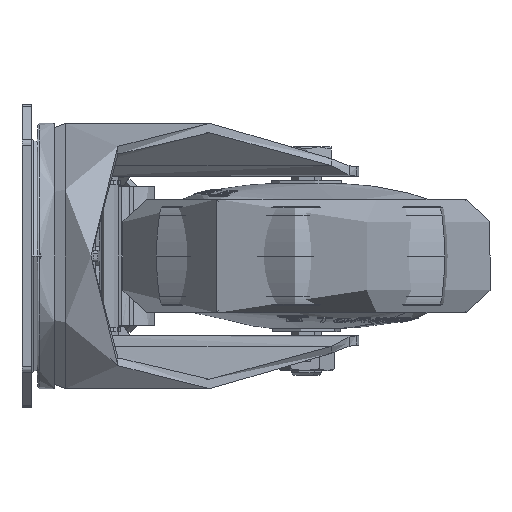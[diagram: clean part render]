
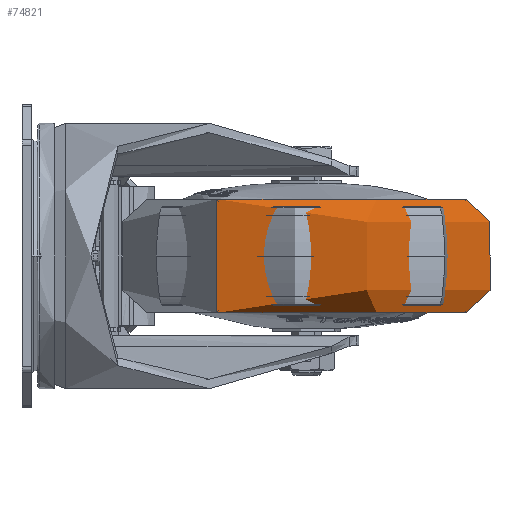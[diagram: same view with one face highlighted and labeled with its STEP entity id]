
A CAD part, left-side view. The second image highlights one B-rep face of the part: STEP entity #74821.
In plain terms, the highlighted free-form (B-spline) face has degree [3, 3] with [4, 4] control points.
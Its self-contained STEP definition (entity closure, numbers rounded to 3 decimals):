
#797 = CARTESIAN_POINT ( 'NONE',  ( 2.99, -51.349, 15. ) ) ;
#1210 = CARTESIAN_POINT ( 'NONE',  ( 85.854, -107.328, -15. ) ) ;
#4371 = EDGE_CURVE ( 'NONE', #45710, #63846, #82594, .T. ) ;
#5041 = EDGE_CURVE ( 'NONE', #17831, #14378, #49887, .T. ) ;
#5915 = EDGE_CURVE ( 'NONE', #14378, #63846, #22861, .T. ) ;
#6835 = CARTESIAN_POINT ( 'NONE',  ( -44.312, -121.369, 15. ) ) ;
#14378 = VERTEX_POINT ( 'NONE', #31337 ) ;
#14483 = AXIS2_PLACEMENT_3D ( 'NONE', #81556, #49016, #73798 ) ;
#15056 = CARTESIAN_POINT ( 'NONE',  ( -9.854, -42.672, 15. ) ) ;
#17831 = VERTEX_POINT ( 'NONE', #55729 ) ;
#21553 = CARTESIAN_POINT ( 'NONE',  ( -44.312, -121.369, -15. ) ) ;
#22861 = CIRCLE ( 'NONE', #14483, 42.25 ) ;
#23924 = CIRCLE ( 'NONE', #83513, 42.25 ) ;
#25216 = CARTESIAN_POINT ( 'NONE',  ( -9.854, -42.672, 15. ) ) ;
#25855 = ORIENTED_EDGE ( 'NONE', *, *, #5915, .F. ) ;
#26447 = CARTESIAN_POINT ( 'NONE',  ( 73.01, -98.651, -15. ) ) ;
#28145 = CARTESIAN_POINT ( 'NONE',  ( 73.01, -98.651, 15. ) ) ;
#28522 = CARTESIAN_POINT ( 'NONE',  ( 38., -75., -15. ) ) ;
#29521 = ORIENTED_EDGE ( 'NONE', *, *, #64634, .T. ) ;
#29545 = ORIENTED_EDGE ( 'NONE', *, *, #5041, .F. ) ;
#31337 = CARTESIAN_POINT ( 'NONE',  ( 2.99, -51.349, 15. ) ) ;
#32316 = CARTESIAN_POINT ( 'NONE',  ( 85.854, -107.328, 15. ) ) ;
#34446 =( BOUNDED_SURFACE ( )  B_SPLINE_SURFACE ( 3, 3, ( 
 ( #67582, #21553, #54592, #26447 ),
 ( #73697, #74534, #67999, #1210 ),
 ( #15056, #46367, #61061, #79335 ),
 ( #797, #6835, #41553, #28145 ) ),
 .UNSPECIFIED., .F., .F., .F. ) 
 B_SPLINE_SURFACE_WITH_KNOTS ( ( 4, 4 ),
 ( 4, 4 ),
 ( 0., 1. ),
 ( 0., 1. ),
 .UNSPECIFIED. ) 
 GEOMETRIC_REPRESENTATION_ITEM ( )  RATIONAL_B_SPLINE_SURFACE ( (
 ( 1., 0.333, 0.333, 1.),
 ( 0.333, 0.111, 0.111, 0.333),
 ( 0.333, 0.111, 0.111, 0.333),
 ( 1., 0.333, 0.333, 1.) ) ) 
 REPRESENTATION_ITEM ( '' )  SURFACE ( )  );
#41553 = CARTESIAN_POINT ( 'NONE',  ( 25.708, -168.671, 15. ) ) ;
#43550 = CARTESIAN_POINT ( 'NONE',  ( 73.01, -98.651, 15. ) ) ;
#45710 = VERTEX_POINT ( 'NONE', #46658 ) ;
#46024 = CARTESIAN_POINT ( 'NONE',  ( 2.99, -51.349, -15. ) ) ;
#46367 = CARTESIAN_POINT ( 'NONE',  ( -74.509, -138.38, 15. ) ) ;
#46658 = CARTESIAN_POINT ( 'NONE',  ( 73.01, -98.651, -15. ) ) ;
#49016 = DIRECTION ( 'NONE',  ( 0., 0., 1. ) ) ;
#49887 =( BOUNDED_CURVE ( )  B_SPLINE_CURVE ( 3, ( #46024, #59009, #25216, #72917 ),
 .UNSPECIFIED., .F., .F. ) 
 B_SPLINE_CURVE_WITH_KNOTS ( ( 4, 4 ),
 ( 0., 3.142 ),
 .UNSPECIFIED. ) 
 CURVE ( )  GEOMETRIC_REPRESENTATION_ITEM ( )  RATIONAL_B_SPLINE_CURVE ( ( 1., 0.333, 0.333, 1. ) ) 
 REPRESENTATION_ITEM ( '' )  );
#51862 = CARTESIAN_POINT ( 'NONE',  ( 85.854, -107.328, -15. ) ) ;
#53734 = FACE_OUTER_BOUND ( 'NONE', #71786, .T. ) ;
#54592 = CARTESIAN_POINT ( 'NONE',  ( 25.708, -168.671, -15. ) ) ;
#54597 = ORIENTED_EDGE ( 'NONE', *, *, #4371, .T. ) ;
#55729 = CARTESIAN_POINT ( 'NONE',  ( 2.99, -51.349, -15. ) ) ;
#58770 = CARTESIAN_POINT ( 'NONE',  ( 73.01, -98.651, 15. ) ) ;
#59009 = CARTESIAN_POINT ( 'NONE',  ( -9.854, -42.672, -15. ) ) ;
#61061 = CARTESIAN_POINT ( 'NONE',  ( 21.199, -203.035, 15. ) ) ;
#63846 = VERTEX_POINT ( 'NONE', #43550 ) ;
#64634 = EDGE_CURVE ( 'NONE', #17831, #45710, #23924, .T. ) ;
#67582 = CARTESIAN_POINT ( 'NONE',  ( 2.99, -51.349, -15. ) ) ;
#67999 = CARTESIAN_POINT ( 'NONE',  ( 21.199, -203.035, -15. ) ) ;
#70100 = DIRECTION ( 'NONE',  ( 0., 0., 1. ) ) ;
#71786 = EDGE_LOOP ( 'NONE', ( #29521, #54597, #25855, #29545 ) ) ;
#72917 = CARTESIAN_POINT ( 'NONE',  ( 2.99, -51.349, 15. ) ) ;
#73697 = CARTESIAN_POINT ( 'NONE',  ( -9.854, -42.672, -15. ) ) ;
#73798 = DIRECTION ( 'NONE',  ( -0.829, 0.56, 0. ) ) ;
#74534 = CARTESIAN_POINT ( 'NONE',  ( -74.509, -138.38, -15. ) ) ;
#74821 = ADVANCED_FACE ( 'NONE', ( #53734 ), #34446, .F. ) ;
#76172 = DIRECTION ( 'NONE',  ( -0.829, 0.56, 0. ) ) ;
#79181 = CARTESIAN_POINT ( 'NONE',  ( 73.01, -98.651, -15. ) ) ;
#79335 = CARTESIAN_POINT ( 'NONE',  ( 85.854, -107.328, 15. ) ) ;
#81556 = CARTESIAN_POINT ( 'NONE',  ( 38., -75., 15. ) ) ;
#82594 =( BOUNDED_CURVE ( )  B_SPLINE_CURVE ( 3, ( #79181, #51862, #32316, #58770 ),
 .UNSPECIFIED., .F., .F. ) 
 B_SPLINE_CURVE_WITH_KNOTS ( ( 4, 4 ),
 ( 0., 3.142 ),
 .UNSPECIFIED. ) 
 CURVE ( )  GEOMETRIC_REPRESENTATION_ITEM ( )  RATIONAL_B_SPLINE_CURVE ( ( 1., 0.333, 0.333, 1. ) ) 
 REPRESENTATION_ITEM ( '' )  );
#83513 = AXIS2_PLACEMENT_3D ( 'NONE', #28522, #70100, #76172 ) ;
